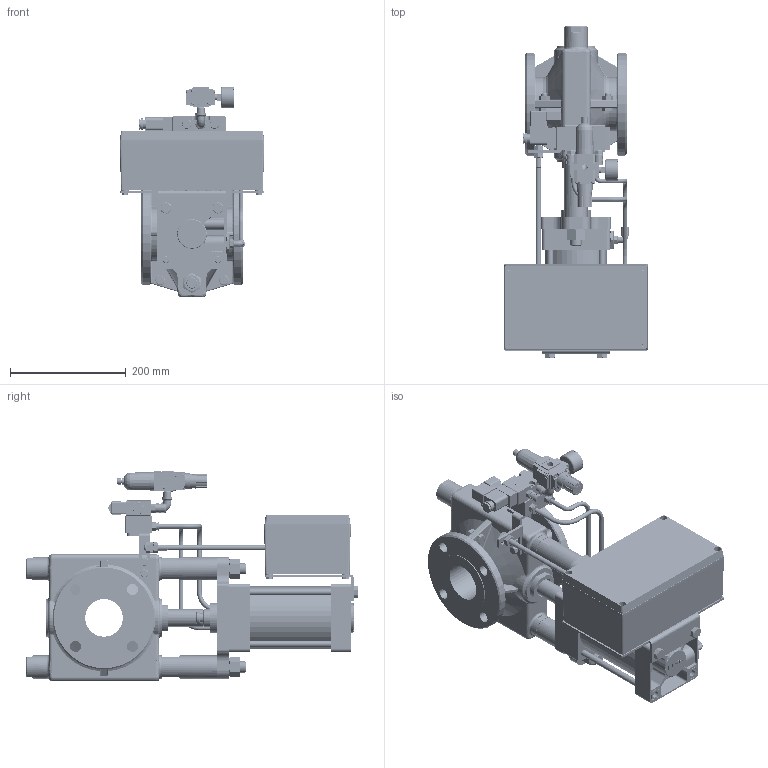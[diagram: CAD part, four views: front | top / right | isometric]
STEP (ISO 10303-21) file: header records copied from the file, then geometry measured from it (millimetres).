
FILE_DESCRIPTION((''),'2;1');
FILE_NAME('PINCH 65A STP.stp','2014-04-15T16:27:42',('Administrator'),(''),'Autodesk Inventor 2009','Autodesk Inventor 2009','');
FILE_SCHEMA(('AUTOMOTIVE_DESIGN { 1 0 10303 214 1 1 1 1 }'));
Length unit declared in the file: millimetre
Products named in the file (57): 140415-65A; bodybottom; POST bottom BUSH-65A; SLEEVE; BAR-b; PLATE-bar-65; m6-45-65; BAR; centor shaft; bodytop-65; CENTOR BUSH-65A; POST BUSH-65A; adjust65; cylinder brket; ac-100 bcover-65; HONING-65; PISTON -65a; AC-SHAFT'-65; M26-65; ac-100 tcover-65; m20; AC-POST-65; braket limits-SOL-65; m8-65; solvalve-65A; solvalvebody; sol-nut; oring; solcoil-1; sol-block-65; BRAKET-65Q; P-BOX-65; limitsbox-plate-65; m4-65; 리미츠-65; m10-30; m10-nuts-65; m10-30_MIR; m10-nuts-65_MIR; m10-30_MIR1 ...
Assembly tree (90 placements, depth 3):
  140415-65A
    bodybottom
    POST bottom BUSH-65A  x2
    SLEEVE
    BAR-b
    PLATE-bar-65  x4
    m6-45-65  x12
    BAR
    centor shaft
    bodytop-65
    CENTOR BUSH-65A
    POST BUSH-65A  x2
    adjust65  x2
    cylinder brket
    ac-100 bcover-65
    HONING-65
    PISTON -65a
    M26-65
    ac-100 tcover-65
    m20  x2
    AC-POST-65  x4
    braket limits-SOL-65
    m8-65  x2
    solvalve-65A
      solvalvebody
      sol-nut
      oring  x2
      solcoil-1
    sol-block-65
    BRAKET-65Q
    P-BOX-65
    limitsbox-plate-65
    m4-65  x2
    리미츠-65  x2
    m10-30
    m10-nuts-65  x5
    m10-30_MIR
    m10-nuts-65_MIR
    m10-30_MIR1
    m10-nuts-65_MIR1
    m10-30_MIR_MIR
    m10-nuts-65_MIR_MIR
    bush-20-10-65  x2
    m12-15-65  x2
    indicator-25-65
    LIMITS SHAFT-65
    limits lever-lazer-65
    P-COVER-65
    PITTING L-8-65  x2
    8MM pittingipt-65  x2
    smc-aw-20-65
    엘보-50
    니블-50  x2
    소음기-50  x2
    tube-1 -65
    tube-2 -65
  AC-SHAFT'-65
Bounding box: 250 x 574.5 x 365.09 mm (x, y, z)
Volume: 5770081.7 mm3; surface area: 1844738.2 mm2
Topology: 95 solids, 96 shells, 5047 faces, 12715 edges, 7959 vertices
Faces by surface type: plane 2401, cylinder 1204, bspline 1014, cone 254, torus 159, sphere 15
Full cylindrical faces by diameter (mm): 2 x3, 3 x1, 4 x6, 4.5 x2, 5 x1, 5.5 x2, 5.8 x12, 6 x18, 6.5 x1, 6.9 x2, 7 x5, 7.5 x1, 8 x30, 8.376 x2, 9 x2, 9.1 x1, 10 x24, 10.1 x1, 10.566 x1, 11 x13, 12 x16, 12.649 x2, 12.877 x2, 13 x6, 13.5 x2, 14 x14, 15 x2, 16 x11, 17 x3, 17.5 x2
Entity records: 151122 total; most frequent: CARTESIAN_POINT 57425, ORIENTED_EDGE 18710, DIRECTION 17991, EDGE_CURVE 9355, AXIS2_PLACEMENT_3D 6454, VERTEX_POINT 6130, VECTOR 5083, LINE 5083
